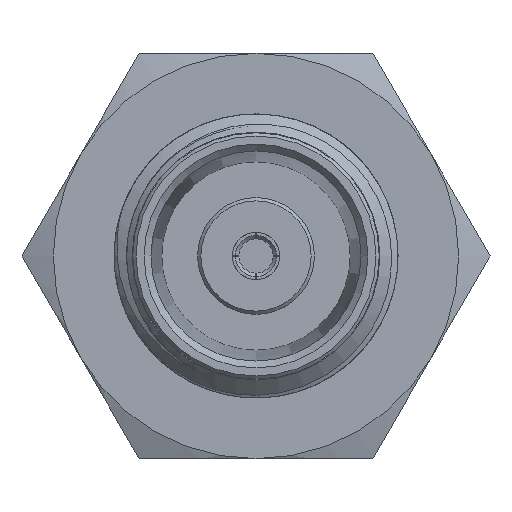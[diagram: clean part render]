
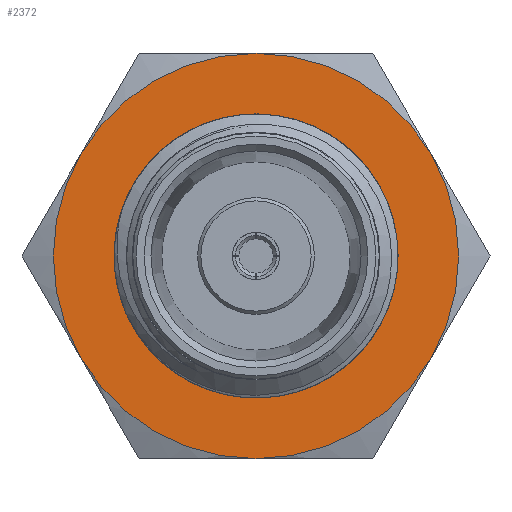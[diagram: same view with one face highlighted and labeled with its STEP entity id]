
A CAD part, left-side view. The second image highlights one B-rep face of the part: STEP entity #2372.
In plain terms, the highlighted planar face has unit normal (-1, 0, 0).
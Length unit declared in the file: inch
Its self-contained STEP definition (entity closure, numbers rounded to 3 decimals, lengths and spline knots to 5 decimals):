
#650 = CIRCLE ( 'NONE', #8808, 0.19 ) ;
#2162 = ORIENTED_EDGE ( 'NONE', *, *, #17919, .T. ) ;
#2372 = ADVANCED_FACE ( 'NONE', ( #13311, #6710 ), #4918, .T. ) ;
#2632 = CARTESIAN_POINT ( 'NONE',  ( 0.4346, 0.3125, 0. ) ) ;
#3014 = ORIENTED_EDGE ( 'NONE', *, *, #10109, .F. ) ;
#3840 = DIRECTION ( 'NONE',  ( 0., -1., 0. ) ) ;
#4797 = VERTEX_POINT ( 'NONE', #9804 ) ;
#4918 = PLANE ( 'NONE',  #18111 ) ;
#5016 = VERTEX_POINT ( 'NONE', #2632 ) ;
#5238 = AXIS2_PLACEMENT_3D ( 'NONE', #6587, #10653, #12132 ) ;
#6387 = CARTESIAN_POINT ( 'NONE',  ( 0.4346, 0., 0. ) ) ;
#6587 = CARTESIAN_POINT ( 'NONE',  ( 0.4346, 0., 0. ) ) ;
#6710 = FACE_OUTER_BOUND ( 'NONE', #17875, .T. ) ;
#8808 = AXIS2_PLACEMENT_3D ( 'NONE', #18041, #9577, #3840 ) ;
#9577 = DIRECTION ( 'NONE',  ( 1., 0., 0. ) ) ;
#9804 = CARTESIAN_POINT ( 'NONE',  ( 0.4346, -0.19, 0. ) ) ;
#10109 = EDGE_CURVE ( 'NONE', #5016, #5016, #11470, .T. ) ;
#10653 = DIRECTION ( 'NONE',  ( 1., 0., 0. ) ) ;
#11470 = CIRCLE ( 'NONE', #5238, 0.3125 ) ;
#11970 = EDGE_LOOP ( 'NONE', ( #2162 ) ) ;
#12132 = DIRECTION ( 'NONE',  ( 0., 1., 0. ) ) ;
#13311 = FACE_BOUND ( 'NONE', #11970, .T. ) ;
#14881 = DIRECTION ( 'NONE',  ( -1., 0., 0. ) ) ;
#16295 = DIRECTION ( 'NONE',  ( 0., -1., 0. ) ) ;
#17875 = EDGE_LOOP ( 'NONE', ( #3014 ) ) ;
#17919 = EDGE_CURVE ( 'NONE', #4797, #4797, #650, .T. ) ;
#18041 = CARTESIAN_POINT ( 'NONE',  ( 0.4346, 0., 0. ) ) ;
#18111 = AXIS2_PLACEMENT_3D ( 'NONE', #6387, #14881, #16295 ) ;
